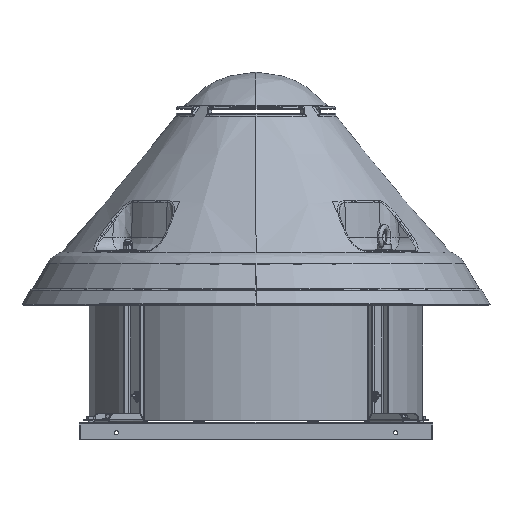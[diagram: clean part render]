
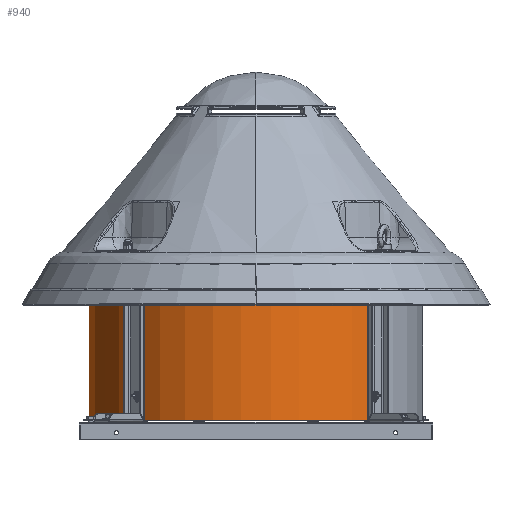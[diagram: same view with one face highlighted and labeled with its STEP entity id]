
A CAD part, left-side view. The second image highlights one B-rep face of the part: STEP entity #940.
In plain terms, the highlighted cylindrical face has radius 359 mm (diameter 718 mm), a partial arc.
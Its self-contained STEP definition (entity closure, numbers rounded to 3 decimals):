
#571 = VERTEX_POINT ( 'NONE', #48074 ) ;
#940 = ADVANCED_FACE ( 'NONE', ( #15288 ), #16656, .T. ) ;
#2168 = CARTESIAN_POINT ( 'NONE',  ( 0., 0., 335. ) ) ;
#2517 = CARTESIAN_POINT ( 'NONE',  ( 359., 0., 0. ) ) ;
#2525 = EDGE_CURVE ( 'NONE', #37391, #39652, #21996, .T. ) ;
#7139 = DIRECTION ( 'NONE',  ( 1., 0., 0. ) ) ;
#7196 = CARTESIAN_POINT ( 'NONE',  ( 359., 0., 335. ) ) ;
#10489 = EDGE_CURVE ( 'NONE', #56022, #37391, #17056, .T. ) ;
#11773 = DIRECTION ( 'NONE',  ( -1., 0., 0. ) ) ;
#11981 = VECTOR ( 'NONE', #14654, 1000. ) ;
#14654 = DIRECTION ( 'NONE',  ( 0., 0., -1. ) ) ;
#15288 = FACE_OUTER_BOUND ( 'NONE', #39379, .T. ) ;
#16000 = DIRECTION ( 'NONE',  ( 0., 0., -1. ) ) ;
#16656 = CYLINDRICAL_SURFACE ( 'NONE', #29546, 359. ) ;
#17056 = LINE ( 'NONE', #7196, #25903 ) ;
#19956 = EDGE_CURVE ( 'NONE', #56022, #571, #49560, .T. ) ;
#20115 = AXIS2_PLACEMENT_3D ( 'NONE', #49481, #53525, #22703 ) ;
#20854 = CARTESIAN_POINT ( 'NONE',  ( -359., 0., 0. ) ) ;
#20864 = ORIENTED_EDGE ( 'NONE', *, *, #19956, .F. ) ;
#21996 = CIRCLE ( 'NONE', #20115, 359. ) ;
#22703 = DIRECTION ( 'NONE',  ( 1., 0., 0. ) ) ;
#25060 = CARTESIAN_POINT ( 'NONE',  ( 359., 0., 335. ) ) ;
#25903 = VECTOR ( 'NONE', #16000, 1000. ) ;
#28900 = DIRECTION ( 'NONE',  ( 0., 0., 1. ) ) ;
#29546 = AXIS2_PLACEMENT_3D ( 'NONE', #38156, #47519, #11773 ) ;
#31091 = LINE ( 'NONE', #40661, #11981 ) ;
#33262 = ORIENTED_EDGE ( 'NONE', *, *, #38453, .F. ) ;
#37391 = VERTEX_POINT ( 'NONE', #2517 ) ;
#38156 = CARTESIAN_POINT ( 'NONE',  ( 0., 0., 335. ) ) ;
#38453 = EDGE_CURVE ( 'NONE', #571, #39652, #31091, .T. ) ;
#39379 = EDGE_LOOP ( 'NONE', ( #20864, #40274, #46123, #33262 ) ) ;
#39652 = VERTEX_POINT ( 'NONE', #20854 ) ;
#40274 = ORIENTED_EDGE ( 'NONE', *, *, #10489, .T. ) ;
#40661 = CARTESIAN_POINT ( 'NONE',  ( -359., 0., 335. ) ) ;
#46123 = ORIENTED_EDGE ( 'NONE', *, *, #2525, .T. ) ;
#47519 = DIRECTION ( 'NONE',  ( 0., 0., -1. ) ) ;
#48074 = CARTESIAN_POINT ( 'NONE',  ( -359., 0., 335. ) ) ;
#49481 = CARTESIAN_POINT ( 'NONE',  ( 0., 0., 0. ) ) ;
#49560 = CIRCLE ( 'NONE', #49946, 359. ) ;
#49946 = AXIS2_PLACEMENT_3D ( 'NONE', #2168, #28900, #7139 ) ;
#53525 = DIRECTION ( 'NONE',  ( 0., 0., 1. ) ) ;
#56022 = VERTEX_POINT ( 'NONE', #25060 ) ;
